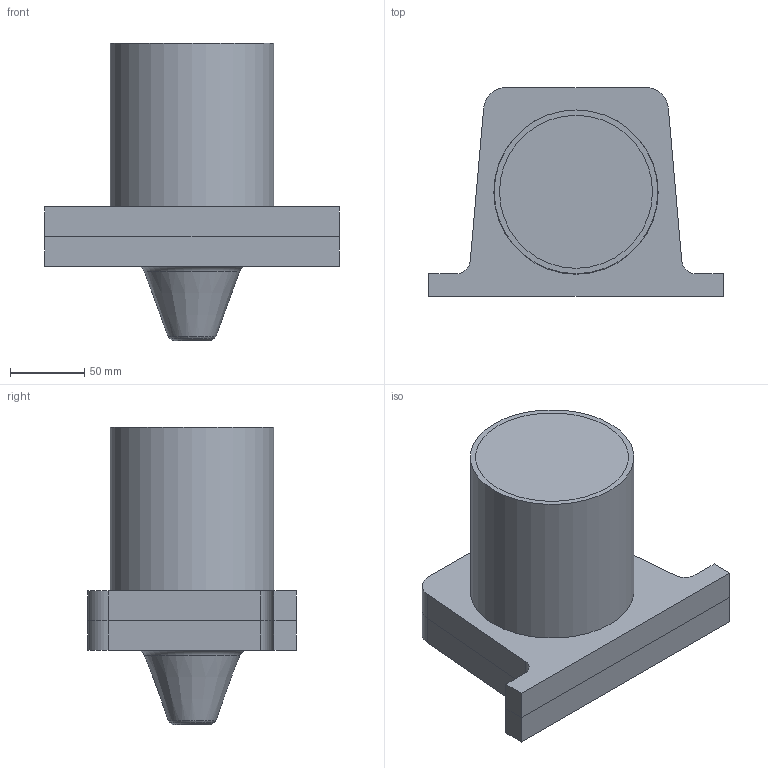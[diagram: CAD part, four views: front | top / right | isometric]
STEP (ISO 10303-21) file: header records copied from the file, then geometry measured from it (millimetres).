
FILE_DESCRIPTION(('FreeCAD Model'),'2;1');
FILE_NAME('Open CASCADE Shape Model','2021-11-09T10:18:16',('Author'),( ''),'Open CASCADE STEP processor 7.5','FreeCAD','Unknown');
FILE_SCHEMA(('AUTOMOTIVE_DESIGN { 1 0 10303 214 1 1 1 1 }'));
Length unit declared in the file: millimetre
Products named in the file (9): paper_briquette_maker; bottom; pusher; tube; Cylinder004; Chamfer003; Fillet001; tube_holder; Pad
Assembly tree (8 placements, depth 2):
  paper_briquette_maker
    bottom
    pusher
    tube
    Cylinder004
    Chamfer003
    Fillet001
    tube_holder
    Pad
Bounding box: 198 x 140.18 x 200 mm (x, y, z)
Volume: 1583225 mm3; surface area: 393940.2 mm2
Topology: 8 solids, 8 shells, 218 faces, 508 edges, 310 vertices
Faces by surface type: cylinder 94, cone 84, plane 36, bspline 2, torus 2
Full cylindrical faces by diameter (mm): 4 x72, 6 x2, 102.8 x6, 110 x4, 110.36 x2
Entity records: 13608 total; most frequent: CARTESIAN_POINT 2557, DIRECTION 2134, ORIENTED_EDGE 1016, PCURVE 1016, DEFINITIONAL_REPRESENTATION 1016, LINE 962, VECTOR 962, EDGE_CURVE 508
